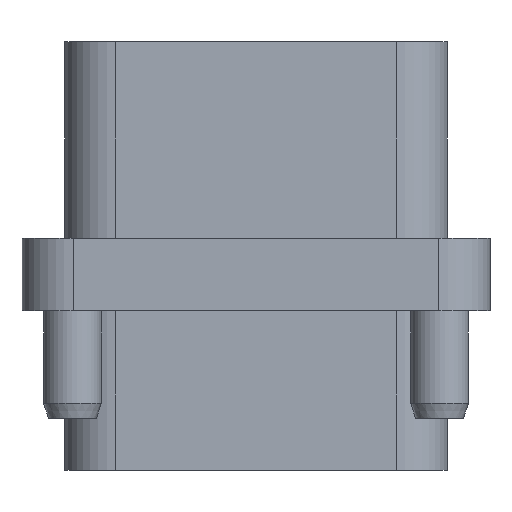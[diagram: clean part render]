
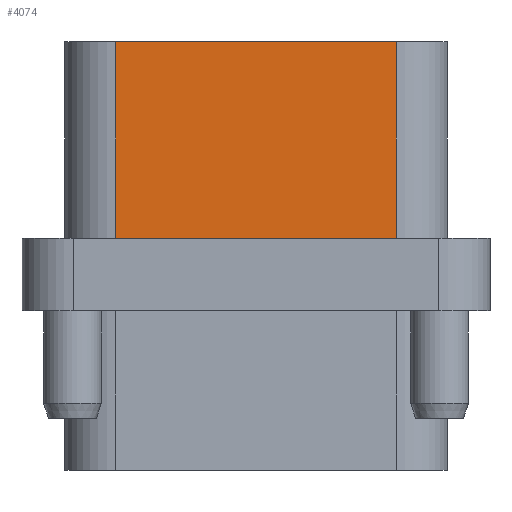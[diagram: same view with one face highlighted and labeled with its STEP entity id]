
A CAD part, front view. The second image highlights one B-rep face of the part: STEP entity #4074.
In plain terms, the highlighted planar face has unit normal (0, -1, 0).
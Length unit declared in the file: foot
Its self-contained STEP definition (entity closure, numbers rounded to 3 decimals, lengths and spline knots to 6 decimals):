
#211 = FACE_OUTER_BOUND ( 'NONE', #3060, .T. ) ;
#241 = CARTESIAN_POINT ( 'NONE',  ( 0.013667, -0.025, 0.001739 ) ) ;
#290 = DIRECTION ( 'NONE',  ( 1., 0., 0. ) ) ;
#511 = VERTEX_POINT ( 'NONE', #3063 ) ;
#540 = CARTESIAN_POINT ( 'NONE',  ( 0.013667, -0.025, -0.020899 ) ) ;
#622 = LINE ( 'NONE', #2264, #2603 ) ;
#627 = DIRECTION ( 'NONE',  ( 0., 1., 0. ) ) ;
#652 = CARTESIAN_POINT ( 'NONE',  ( 0.013667, -0.025, 0.020899 ) ) ;
#810 = VECTOR ( 'NONE', #290, 3.28084 ) ;
#1110 = VERTEX_POINT ( 'NONE', #4660 ) ;
#1383 = DIRECTION ( 'NONE',  ( 0., 0., 1. ) ) ;
#1438 = EDGE_CURVE ( 'NONE', #1110, #3690, #4585, .T. ) ;
#1794 = EDGE_CURVE ( 'NONE', #511, #4706, #622, .T. ) ;
#1863 = AXIS2_PLACEMENT_3D ( 'NONE', #540, #627, #3658 ) ;
#2045 = LINE ( 'NONE', #2448, #4281 ) ;
#2067 = DIRECTION ( 'NONE',  ( -1., 0., 0. ) ) ;
#2140 = ORIENTED_EDGE ( 'NONE', *, *, #1794, .T. ) ;
#2167 = DIRECTION ( 'NONE',  ( 0., 0., 1. ) ) ;
#2264 = CARTESIAN_POINT ( 'NONE',  ( 0.013667, -0.025, -0.020899 ) ) ;
#2448 = CARTESIAN_POINT ( 'NONE',  ( 0.013667, -0.025, 0.020899 ) ) ;
#2546 = PLANE ( 'NONE',  #1863 ) ;
#2603 = VECTOR ( 'NONE', #1383, 3.28084 ) ;
#2710 = ORIENTED_EDGE ( 'NONE', *, *, #4935, .T. ) ;
#3060 = EDGE_LOOP ( 'NONE', ( #3204, #2710, #2140, #3609 ) ) ;
#3063 = CARTESIAN_POINT ( 'NONE',  ( 0.013667, -0.025, 0.001739 ) ) ;
#3204 = ORIENTED_EDGE ( 'NONE', *, *, #1438, .F. ) ;
#3219 = EDGE_CURVE ( 'NONE', #4706, #3690, #2045, .T. ) ;
#3280 = CARTESIAN_POINT ( 'NONE',  ( -0.013667, -0.025, 0.020899 ) ) ;
#3609 = ORIENTED_EDGE ( 'NONE', *, *, #3219, .T. ) ;
#3658 = DIRECTION ( 'NONE',  ( 1., 0., 0. ) ) ;
#3690 = VERTEX_POINT ( 'NONE', #3280 ) ;
#4074 = ADVANCED_FACE ( 'NONE', ( #211 ), #2546, .F. ) ;
#4118 = LINE ( 'NONE', #241, #810 ) ;
#4281 = VECTOR ( 'NONE', #2067, 3.28084 ) ;
#4288 = VECTOR ( 'NONE', #2167, 3.28084 ) ;
#4488 = CARTESIAN_POINT ( 'NONE',  ( -0.013667, -0.025, -0.020899 ) ) ;
#4585 = LINE ( 'NONE', #4488, #4288 ) ;
#4660 = CARTESIAN_POINT ( 'NONE',  ( -0.013667, -0.025, 0.001739 ) ) ;
#4706 = VERTEX_POINT ( 'NONE', #652 ) ;
#4935 = EDGE_CURVE ( 'NONE', #1110, #511, #4118, .T. ) ;
